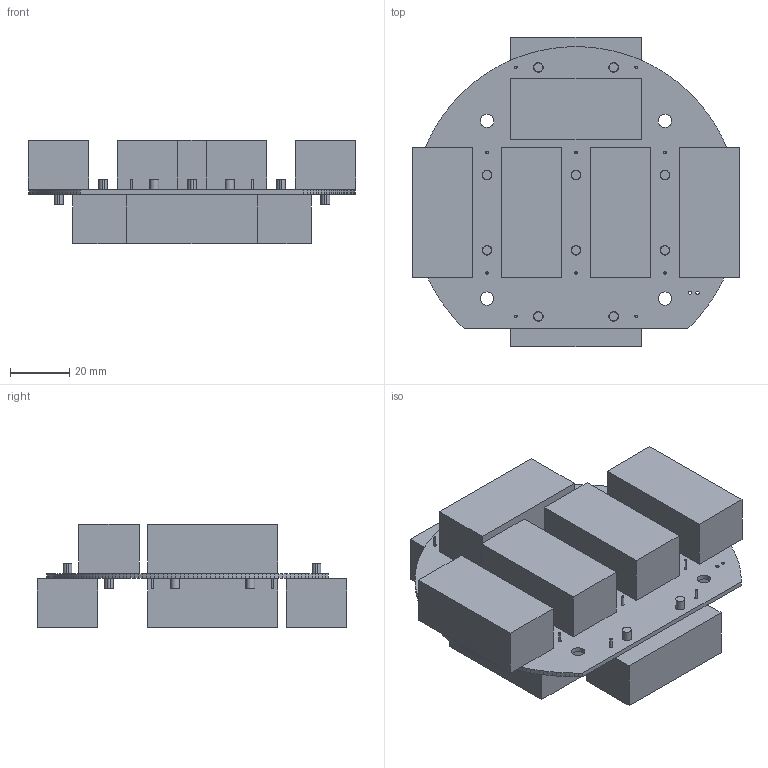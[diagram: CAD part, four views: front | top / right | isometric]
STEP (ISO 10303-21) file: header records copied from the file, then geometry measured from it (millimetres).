
FILE_DESCRIPTION(('KiCad electronic assembly'),'2;1');
FILE_NAME('Battery.step','2023-05-20T22:08:10',('Pcbnew'),('Kicad'), 'Open CASCADE STEP processor 7.6','KiCad to STEP converter','Unknown' );
FILE_SCHEMA(('AUTOMOTIVE_DESIGN { 1 0 10303 214 1 1 1 1 }'));
Length unit declared in the file: millimetre
Products named in the file (4): Battery 1; CR123A-PC; COMPOUND; PCB
Assembly tree (12 placements, depth 3):
  Battery 1
    CR123A-PC  x10
      COMPOUND
    PCB
Bounding box: 110.5 x 104.5 x 34.88 mm (x, y, z)
Volume: 162658.6 mm3; surface area: 58746.3 mm2
Topology: 51 solids, 51 shells, 406 faces, 912 edges, 608 vertices
Faces by surface type: plane 320, cylinder 86
Full cylindrical faces by diameter (mm): 0.7 x20, 0.9 x20, 1.1 x2, 3 x20, 3.2 x20, 4.5 x4
Entity records: 17544 total; most frequent: CARTESIAN_POINT 3361, DIRECTION 2610, LINE 1888, VECTOR 1888, ORIENTED_EDGE 1392, PCURVE 1392, DEFINITIONAL_REPRESENTATION 1392, EDGE_CURVE 696
